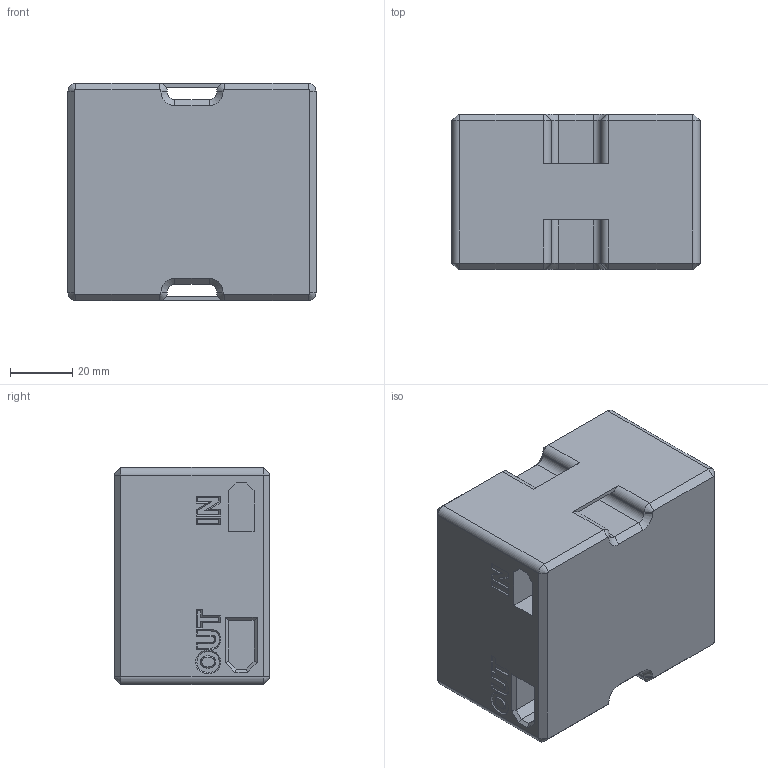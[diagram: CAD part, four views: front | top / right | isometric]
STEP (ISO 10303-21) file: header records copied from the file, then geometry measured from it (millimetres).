
FILE_DESCRIPTION (( 'STEP AP203' ), '1' );
FILE_NAME ('Ñóäåéñêèé êèðïè÷ ÑÊÀÒ 2024.STEP', '2024-05-31T00:50:35', ( '' ), ( '' ), 'SwSTEP 2.0', 'SolidWorks 2023', '' );
FILE_SCHEMA (( 'CONFIG_CONTROL_DESIGN' ));
Length unit declared in the file: millimetre
Products named in the file (1): Судейский кирпич СКАТ 2024
Bounding box: 80 x 50 x 70 mm (x, y, z)
Volume: 266849.2 mm3; surface area: 28262.9 mm2
Topology: 1 solids, 1 shells, 148 faces, 372 edges, 230 vertices
Faces by surface type: plane 96, cone 24, bspline 16, cylinder 12
Entity records: 9816 total; most frequent: CARTESIAN_POINT 6310, ORIENTED_EDGE 744, DIRECTION 644, EDGE_CURVE 372, VECTOR 266, LINE 266, VERTEX_POINT 230, AXIS2_PLACEMENT_3D 189
